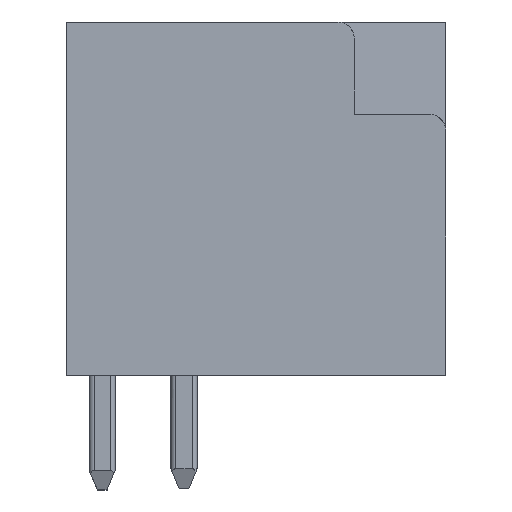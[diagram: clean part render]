
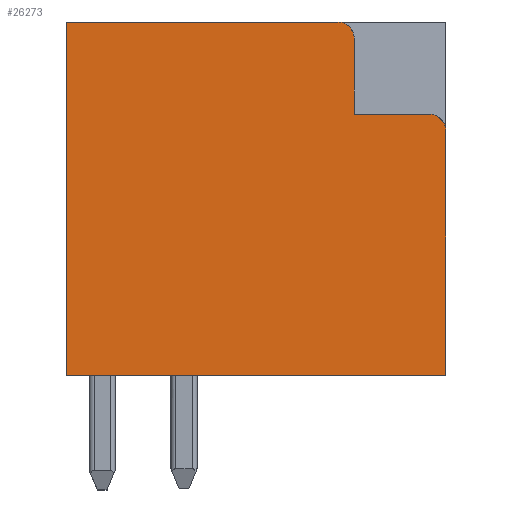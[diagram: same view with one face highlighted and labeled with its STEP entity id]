
A CAD part, left-side view. The second image highlights one B-rep face of the part: STEP entity #26273.
In plain terms, the highlighted planar face has unit normal (-1, 0, 0).
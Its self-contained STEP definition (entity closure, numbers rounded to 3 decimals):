
#677=CIRCLE('',#28036,0.5);
#678=CIRCLE('',#28037,0.5);
#6220=ORIENTED_EDGE('',*,*,#10758,.F.);
#6221=ORIENTED_EDGE('',*,*,#11220,.T.);
#6222=ORIENTED_EDGE('',*,*,#11221,.T.);
#6223=ORIENTED_EDGE('',*,*,#11222,.T.);
#6224=ORIENTED_EDGE('',*,*,#11223,.T.);
#6225=ORIENTED_EDGE('',*,*,#10311,.F.);
#6226=ORIENTED_EDGE('',*,*,#10856,.F.);
#6227=ORIENTED_EDGE('',*,*,#11224,.T.);
#10311=EDGE_CURVE('',#13539,#13540,#16185,.T.);
#10758=EDGE_CURVE('',#13832,#13833,#16606,.T.);
#10856=EDGE_CURVE('',#13910,#13539,#16704,.T.);
#11220=EDGE_CURVE('',#13832,#14081,#677,.F.);
#11221=EDGE_CURVE('',#14081,#14082,#17061,.T.);
#11222=EDGE_CURVE('',#14082,#14083,#17062,.T.);
#11223=EDGE_CURVE('',#14083,#13540,#678,.F.);
#11224=EDGE_CURVE('',#13910,#13833,#17063,.T.);
#13539=VERTEX_POINT('',#39384);
#13540=VERTEX_POINT('',#39386);
#13832=VERTEX_POINT('',#40340);
#13833=VERTEX_POINT('',#40342);
#13910=VERTEX_POINT('',#40525);
#14081=VERTEX_POINT('',#41274);
#14082=VERTEX_POINT('',#41276);
#14083=VERTEX_POINT('',#41278);
#16185=LINE('',#39385,#19427);
#16606=LINE('',#40341,#19848);
#16704=LINE('',#40526,#19946);
#17061=LINE('',#41275,#20303);
#17062=LINE('',#41277,#20304);
#17063=LINE('',#41280,#20305);
#19427=VECTOR('',#31899,1000.);
#19848=VECTOR('',#32612,1000.);
#19946=VECTOR('',#32728,1000.);
#20303=VECTOR('',#33495,1000.);
#20304=VECTOR('',#33496,1000.);
#20305=VECTOR('',#33499,1000.);
#22261=EDGE_LOOP('',(#6220,#6221,#6222,#6223,#6224,#6225,#6226,#6227));
#23764=FACE_BOUND('',#22261,.T.);
#24965=PLANE('',#28035);
#26273=ADVANCED_FACE('',(#23764),#24965,.F.);
#28035=AXIS2_PLACEMENT_3D('',#41272,#33491,#33492);
#28036=AXIS2_PLACEMENT_3D('',#41273,#33493,#33494);
#28037=AXIS2_PLACEMENT_3D('',#41279,#33497,#33498);
#31899=DIRECTION('',(0.,-1.,0.));
#32612=DIRECTION('',(0.,0.,-1.));
#32728=DIRECTION('',(0.,0.,1.));
#33491=DIRECTION('',(1.,0.,0.));
#33492=DIRECTION('',(0.,0.,-1.));
#33493=DIRECTION('',(1.,0.,0.));
#33494=DIRECTION('',(0.,0.,-1.));
#33495=DIRECTION('',(0.,1.,0.));
#33496=DIRECTION('',(0.,0.,1.));
#33497=DIRECTION('',(1.,0.,0.));
#33498=DIRECTION('',(0.,0.,-1.));
#33499=DIRECTION('',(0.,-1.,0.));
#39384=CARTESIAN_POINT('',(-17.5,11.6,10.8));
#39385=CARTESIAN_POINT('',(-17.5,11.6,10.8));
#39386=CARTESIAN_POINT('',(-17.5,3.3,10.8));
#40340=CARTESIAN_POINT('',(-17.5,0.,7.48));
#40341=CARTESIAN_POINT('',(-17.5,0.,10.8));
#40342=CARTESIAN_POINT('',(-17.5,0.,0.));
#40525=CARTESIAN_POINT('',(-17.5,11.6,0.));
#40526=CARTESIAN_POINT('',(-17.5,11.6,0.303));
#41272=CARTESIAN_POINT('',(-17.5,0.,0.));
#41273=CARTESIAN_POINT('',(-17.5,0.5,7.48));
#41274=CARTESIAN_POINT('',(-17.5,0.5,7.98));
#41275=CARTESIAN_POINT('',(-17.5,0.,7.98));
#41276=CARTESIAN_POINT('',(-17.5,2.8,7.98));
#41277=CARTESIAN_POINT('',(-17.5,2.8,7.98));
#41278=CARTESIAN_POINT('',(-17.5,2.8,10.3));
#41279=CARTESIAN_POINT('',(-17.5,3.3,10.3));
#41280=CARTESIAN_POINT('',(-17.5,11.6,0.));
